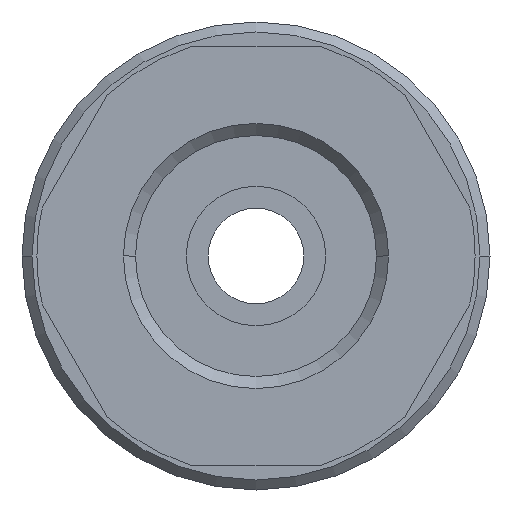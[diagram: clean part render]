
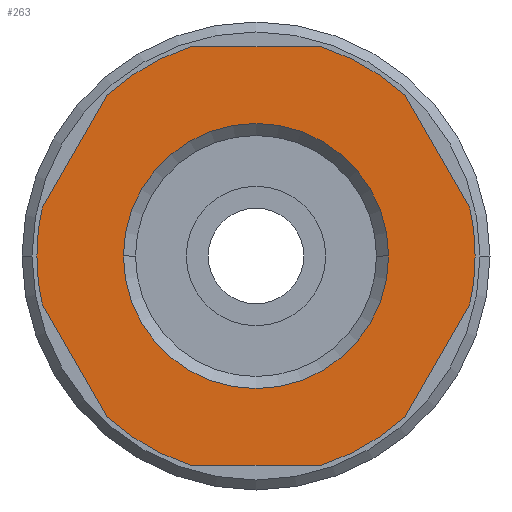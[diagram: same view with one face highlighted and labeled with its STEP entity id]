
A CAD part, front view. The second image highlights one B-rep face of the part: STEP entity #263.
In plain terms, the highlighted planar face has unit normal (0, -1, 0).
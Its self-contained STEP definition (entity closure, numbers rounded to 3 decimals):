
#263=ADVANCED_FACE('',(#552,#553),#554,.T.);
#552=FACE_BOUND('',#861,.T.);
#553=FACE_OUTER_BOUND('',#862,.T.);
#554=PLANE('',#863);
#861=EDGE_LOOP('',(#1526,#1527));
#862=EDGE_LOOP('',(#1528,#1529,#1530,#1531,#1532,#1533,#1534,#1535,#1536,#1537,#1538,#1539,#1540,#1541));
#863=AXIS2_PLACEMENT_3D('',#1542,#1543,#1544);
#1526=ORIENTED_EDGE('',*,*,#1896,.T.);
#1527=ORIENTED_EDGE('',*,*,#1894,.T.);
#1528=ORIENTED_EDGE('',*,*,#1985,.F.);
#1529=ORIENTED_EDGE('',*,*,#2012,.F.);
#1530=ORIENTED_EDGE('',*,*,#1990,.F.);
#1531=ORIENTED_EDGE('',*,*,#2013,.F.);
#1532=ORIENTED_EDGE('',*,*,#1995,.F.);
#1533=ORIENTED_EDGE('',*,*,#2014,.F.);
#1534=ORIENTED_EDGE('',*,*,#1832,.F.);
#1535=ORIENTED_EDGE('',*,*,#2000,.F.);
#1536=ORIENTED_EDGE('',*,*,#2015,.F.);
#1537=ORIENTED_EDGE('',*,*,#2004,.F.);
#1538=ORIENTED_EDGE('',*,*,#2016,.F.);
#1539=ORIENTED_EDGE('',*,*,#2008,.F.);
#1540=ORIENTED_EDGE('',*,*,#1825,.F.);
#1541=ORIENTED_EDGE('',*,*,#2017,.F.);
#1542=CARTESIAN_POINT('',(5.5,0.0,0.0));
#1543=DIRECTION('',(-0.0,-1.0,-0.0));
#1544=DIRECTION('',(-1.0,0.0,0.0));
#1825=EDGE_CURVE('',#2170,#2173,#2174,.T.);
#1832=EDGE_CURVE('',#2184,#2180,#2186,.T.);
#1894=EDGE_CURVE('',#2291,#2293,#2295,.T.);
#1896=EDGE_CURVE('',#2293,#2291,#2297,.T.);
#1985=EDGE_CURVE('',#2402,#2404,#2405,.T.);
#1990=EDGE_CURVE('',#2411,#2413,#2414,.T.);
#1995=EDGE_CURVE('',#2420,#2422,#2423,.T.);
#2000=EDGE_CURVE('',#2429,#2184,#2431,.T.);
#2004=EDGE_CURVE('',#2435,#2437,#2438,.T.);
#2008=EDGE_CURVE('',#2173,#2443,#2444,.T.);
#2012=EDGE_CURVE('',#2413,#2402,#2449,.T.);
#2013=EDGE_CURVE('',#2422,#2411,#2450,.T.);
#2014=EDGE_CURVE('',#2180,#2420,#2451,.T.);
#2015=EDGE_CURVE('',#2437,#2429,#2452,.T.);
#2016=EDGE_CURVE('',#2443,#2435,#2453,.T.);
#2017=EDGE_CURVE('',#2404,#2170,#2454,.T.);
#2170=VERTEX_POINT('',#2639);
#2173=VERTEX_POINT('',#2643);
#2174=CIRCLE('',#2644,11.0);
#2180=VERTEX_POINT('',#2651);
#2184=VERTEX_POINT('',#2656);
#2186=CIRCLE('',#2659,11.0);
#2291=VERTEX_POINT('',#2826);
#2293=VERTEX_POINT('',#2829);
#2295=CIRCLE('',#2832,6.655);
#2297=CIRCLE('',#2834,6.655);
#2402=VERTEX_POINT('',#3165);
#2404=VERTEX_POINT('',#3168);
#2405=LINE('',#3169,#3170);
#2411=VERTEX_POINT('',#3178);
#2413=VERTEX_POINT('',#3181);
#2414=LINE('',#3182,#3183);
#2420=VERTEX_POINT('',#3191);
#2422=VERTEX_POINT('',#3194);
#2423=LINE('',#3195,#3196);
#2429=VERTEX_POINT('',#3204);
#2431=LINE('',#3207,#3208);
#2435=VERTEX_POINT('',#3213);
#2437=VERTEX_POINT('',#3216);
#2438=LINE('',#3217,#3218);
#2443=VERTEX_POINT('',#3225);
#2444=LINE('',#3226,#3227);
#2449=CIRCLE('',#3234,11.0);
#2450=CIRCLE('',#3235,11.0);
#2451=CIRCLE('',#3236,11.0);
#2452=CIRCLE('',#3237,11.0);
#2453=CIRCLE('',#3238,11.0);
#2454=CIRCLE('',#3239,11.0);
#2639=CARTESIAN_POINT('',(11.0,0.0,0.));
#2643=CARTESIAN_POINT('',(10.733,0.0,-2.411));
#2644=AXIS2_PLACEMENT_3D('',#3376,#3377,#3378);
#2651=CARTESIAN_POINT('',(-11.0,0.0,0.));
#2656=CARTESIAN_POINT('',(-10.733,0.0,-2.411));
#2659=AXIS2_PLACEMENT_3D('',#3388,#3389,#3390);
#2826=CARTESIAN_POINT('',(6.655,0.0,0.));
#2829=CARTESIAN_POINT('',(-6.655,0.0,0.));
#2832=AXIS2_PLACEMENT_3D('',#3483,#3484,#3485);
#2834=AXIS2_PLACEMENT_3D('',#3486,#3487,#3488);
#3165=CARTESIAN_POINT('',(7.454,0.0,8.089));
#3168=CARTESIAN_POINT('',(10.733,0.0,2.411));
#3169=CARTESIAN_POINT('',(9.781,0.0,4.059));
#3170=VECTOR('',#3577,1.0);
#3178=CARTESIAN_POINT('',(-3.279,0.0,10.5));
#3181=CARTESIAN_POINT('',(3.279,0.0,10.5));
#3182=CARTESIAN_POINT('',(2.75,0.0,10.5));
#3183=VECTOR('',#3581,1.0);
#3191=CARTESIAN_POINT('',(-10.733,0.0,2.411));
#3194=CARTESIAN_POINT('',(-7.454,0.0,8.089));
#3195=CARTESIAN_POINT('',(-8.406,0.0,6.441));
#3196=VECTOR('',#3585,1.0);
#3204=CARTESIAN_POINT('',(-7.454,0.0,-8.089));
#3207=CARTESIAN_POINT('',(-8.406,0.0,-6.441));
#3208=VECTOR('',#3589,1.0);
#3213=CARTESIAN_POINT('',(3.279,0.0,-10.5));
#3216=CARTESIAN_POINT('',(-3.279,0.0,-10.5));
#3217=CARTESIAN_POINT('',(2.75,0.0,-10.5));
#3218=VECTOR('',#3592,1.0);
#3225=CARTESIAN_POINT('',(7.454,0.0,-8.089));
#3226=CARTESIAN_POINT('',(9.781,0.0,-4.059));
#3227=VECTOR('',#3595,1.0);
#3234=AXIS2_PLACEMENT_3D('',#3598,#3599,#3600);
#3235=AXIS2_PLACEMENT_3D('',#3601,#3602,#3603);
#3236=AXIS2_PLACEMENT_3D('',#3604,#3605,#3606);
#3237=AXIS2_PLACEMENT_3D('',#3607,#3608,#3609);
#3238=AXIS2_PLACEMENT_3D('',#3610,#3611,#3612);
#3239=AXIS2_PLACEMENT_3D('',#3613,#3614,#3615);
#3376=CARTESIAN_POINT('',(0.0,0.0,0.0));
#3377=DIRECTION('',(-0.0,1.0,0.0));
#3378=DIRECTION('',(1.0,0.0,0.0));
#3388=CARTESIAN_POINT('',(0.0,0.0,0.0));
#3389=DIRECTION('',(-0.0,1.0,0.0));
#3390=DIRECTION('',(1.0,0.0,0.0));
#3483=CARTESIAN_POINT('',(0.0,0.0,0.0));
#3484=DIRECTION('',(-0.0,1.0,0.0));
#3485=DIRECTION('',(1.0,0.0,0.0));
#3486=CARTESIAN_POINT('',(0.0,0.0,0.0));
#3487=DIRECTION('',(-0.0,1.0,0.0));
#3488=DIRECTION('',(1.0,0.0,0.0));
#3577=DIRECTION('',(0.5,0.0,-0.866));
#3581=DIRECTION('',(1.0,-0.0,0.));
#3585=DIRECTION('',(0.5,-0.0,0.866));
#3589=DIRECTION('',(-0.5,0.0,0.866));
#3592=DIRECTION('',(-1.0,0.0,0.0));
#3595=DIRECTION('',(-0.5,0.0,-0.866));
#3598=CARTESIAN_POINT('',(0.0,0.0,0.0));
#3599=DIRECTION('',(-0.0,1.0,0.0));
#3600=DIRECTION('',(1.0,0.0,0.0));
#3601=CARTESIAN_POINT('',(0.0,0.0,0.0));
#3602=DIRECTION('',(-0.0,1.0,0.0));
#3603=DIRECTION('',(1.0,0.0,0.0));
#3604=CARTESIAN_POINT('',(0.0,0.0,0.0));
#3605=DIRECTION('',(-0.0,1.0,0.0));
#3606=DIRECTION('',(1.0,0.0,0.0));
#3607=CARTESIAN_POINT('',(0.0,0.0,0.0));
#3608=DIRECTION('',(-0.0,1.0,0.0));
#3609=DIRECTION('',(1.0,0.0,0.0));
#3610=CARTESIAN_POINT('',(0.0,0.0,0.0));
#3611=DIRECTION('',(-0.0,1.0,0.0));
#3612=DIRECTION('',(1.0,0.0,0.0));
#3613=CARTESIAN_POINT('',(0.0,0.0,0.0));
#3614=DIRECTION('',(-0.0,1.0,0.0));
#3615=DIRECTION('',(1.0,0.0,0.0));
